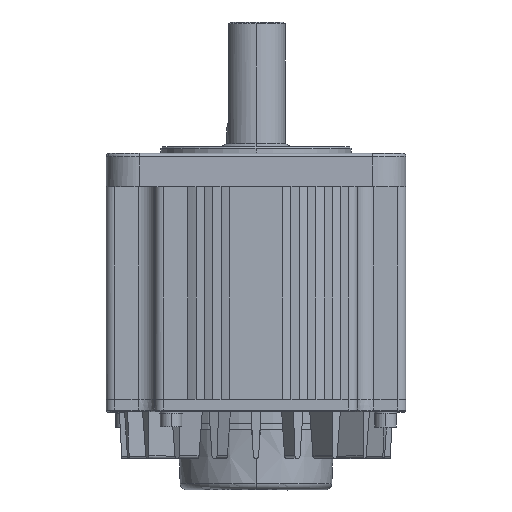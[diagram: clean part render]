
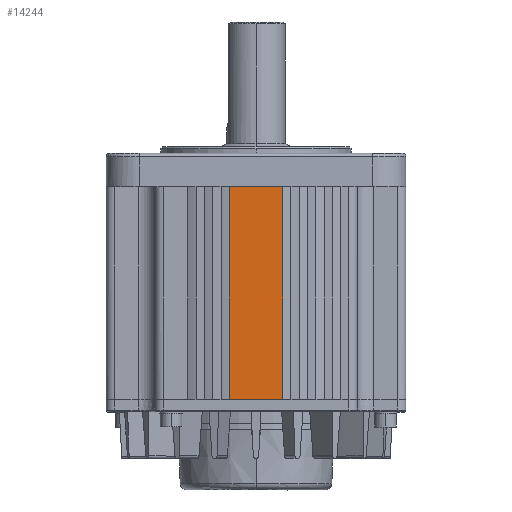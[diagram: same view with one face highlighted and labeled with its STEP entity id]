
A CAD part, front view. The second image highlights one B-rep face of the part: STEP entity #14244.
In plain terms, the highlighted planar face has unit normal (0, -1, 0.002).
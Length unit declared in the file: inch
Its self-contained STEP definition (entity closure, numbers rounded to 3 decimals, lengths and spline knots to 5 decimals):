
#412 = EDGE_LOOP ( 'NONE', ( #18537, #3907, #4319, #21269 ) ) ;
#554 = LINE ( 'NONE', #17311, #1851 ) ;
#1851 = VECTOR ( 'NONE', #12219, 39.37008 ) ;
#2481 = FACE_OUTER_BOUND ( 'NONE', #412, .T. ) ;
#3428 = EDGE_CURVE ( 'NONE', #8508, #16638, #20017, .T. ) ;
#3628 = CARTESIAN_POINT ( 'NONE',  ( -0.62992, -3.55344, -5.80483 ) ) ;
#3907 = ORIENTED_EDGE ( 'NONE', *, *, #3428, .F. ) ;
#4319 = ORIENTED_EDGE ( 'NONE', *, *, #7171, .T. ) ;
#4609 = DIRECTION ( 'NONE',  ( 1., 0., 0. ) ) ;
#4945 = CARTESIAN_POINT ( 'NONE',  ( -0.62992, -3.54906, -3.29302 ) ) ;
#6158 = DIRECTION ( 'NONE',  ( 0., -0.002, -1. ) ) ;
#6269 = VERTEX_POINT ( 'NONE', #3628 ) ;
#6722 = CARTESIAN_POINT ( 'NONE',  ( -0.62992, -3.54468, -0.78122 ) ) ;
#7073 = VERTEX_POINT ( 'NONE', #11211 ) ;
#7171 = EDGE_CURVE ( 'NONE', #8508, #6269, #20865, .T. ) ;
#7435 = CARTESIAN_POINT ( 'NONE',  ( 0., -3.54468, -0.78122 ) ) ;
#8062 = VECTOR ( 'NONE', #13181, 39.37008 ) ;
#8508 = VERTEX_POINT ( 'NONE', #6722 ) ;
#11169 = PLANE ( 'NONE',  #14977 ) ;
#11211 = CARTESIAN_POINT ( 'NONE',  ( 0.62992, -3.55344, -5.80483 ) ) ;
#12219 = DIRECTION ( 'NONE',  ( 0., 0.002, 1. ) ) ;
#13181 = DIRECTION ( 'NONE',  ( 0., -0.002, -1. ) ) ;
#13258 = VECTOR ( 'NONE', #4609, 39.37008 ) ;
#13961 = CARTESIAN_POINT ( 'NONE',  ( 0.62992, -3.54468, -0.78122 ) ) ;
#14233 = EDGE_CURVE ( 'NONE', #6269, #7073, #16066, .T. ) ;
#14244 = ADVANCED_FACE ( 'NONE', ( #2481 ), #11169, .T. ) ;
#14282 = DIRECTION ( 'NONE',  ( 1., 0., 0. ) ) ;
#14977 = AXIS2_PLACEMENT_3D ( 'NONE', #17725, #15922, #6158 ) ;
#15922 = DIRECTION ( 'NONE',  ( 0., -1., 0.002 ) ) ;
#16066 = LINE ( 'NONE', #16137, #13258 ) ;
#16137 = CARTESIAN_POINT ( 'NONE',  ( 0., -3.55344, -5.80483 ) ) ;
#16150 = VECTOR ( 'NONE', #14282, 39.37008 ) ;
#16638 = VERTEX_POINT ( 'NONE', #13961 ) ;
#17311 = CARTESIAN_POINT ( 'NONE',  ( 0.62992, -3.54906, -3.29302 ) ) ;
#17725 = CARTESIAN_POINT ( 'NONE',  ( 0., -3.54906, -3.29302 ) ) ;
#18537 = ORIENTED_EDGE ( 'NONE', *, *, #18662, .T. ) ;
#18662 = EDGE_CURVE ( 'NONE', #7073, #16638, #554, .T. ) ;
#20017 = LINE ( 'NONE', #7435, #16150 ) ;
#20865 = LINE ( 'NONE', #4945, #8062 ) ;
#21269 = ORIENTED_EDGE ( 'NONE', *, *, #14233, .T. ) ;
